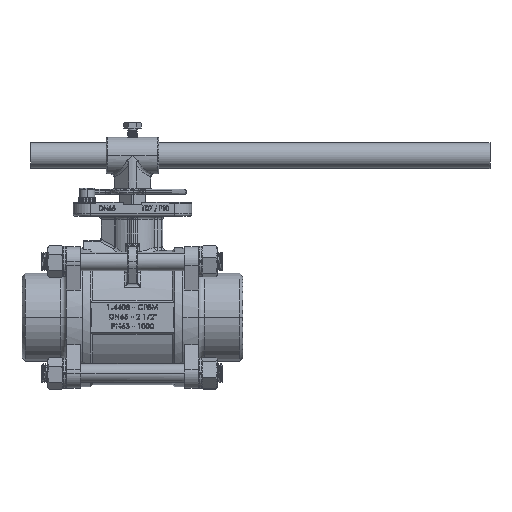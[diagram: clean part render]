
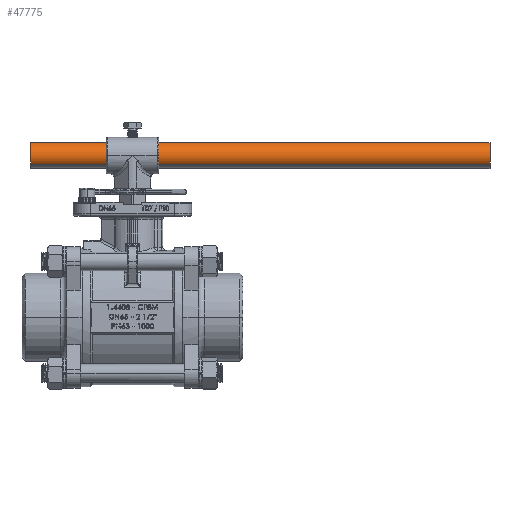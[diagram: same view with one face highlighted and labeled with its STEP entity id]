
A CAD part, top view. The second image highlights one B-rep face of the part: STEP entity #47775.
In plain terms, the highlighted cylindrical face has radius 11.1 mm (diameter 22.2 mm), a partial arc.
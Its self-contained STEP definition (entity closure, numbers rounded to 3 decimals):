
#271 = DIRECTION ( 'NONE',  ( 0., 0., -1. ) ) ;
#1306 = DIRECTION ( 'NONE',  ( -1., 0., 0. ) ) ;
#1347 = DIRECTION ( 'NONE',  ( 1., 0., 0. ) ) ;
#1713 = CARTESIAN_POINT ( 'NONE',  ( 0., 0., 197.5 ) ) ;
#3167 = LINE ( 'NONE', #9960, #46820 ) ;
#4816 = VERTEX_POINT ( 'NONE', #67783 ) ;
#4954 = EDGE_LOOP ( 'NONE', ( #9311, #33409, #53090, #39286 ) ) ;
#6429 = CARTESIAN_POINT ( 'NONE',  ( 11.1, 0., -197.5 ) ) ;
#7476 = DIRECTION ( 'NONE',  ( 1., 0., 0. ) ) ;
#9311 = ORIENTED_EDGE ( 'NONE', *, *, #27927, .F. ) ;
#9960 = CARTESIAN_POINT ( 'NONE',  ( -11.1, 0., 197.5 ) ) ;
#10353 = EDGE_CURVE ( 'NONE', #30007, #4816, #3167, .T. ) ;
#12570 = DIRECTION ( 'NONE',  ( 0., 0., -1. ) ) ;
#13665 = AXIS2_PLACEMENT_3D ( 'NONE', #69659, #35422, #1347 ) ;
#15219 = CIRCLE ( 'NONE', #17836, 11.1 ) ;
#17836 = AXIS2_PLACEMENT_3D ( 'NONE', #1713, #41564, #7476 ) ;
#19662 = EDGE_CURVE ( 'NONE', #49807, #4816, #57657, .T. ) ;
#21412 = DIRECTION ( 'NONE',  ( 0., 0., -1. ) ) ;
#25033 = VERTEX_POINT ( 'NONE', #57316 ) ;
#27927 = EDGE_CURVE ( 'NONE', #25033, #30007, #15219, .T. ) ;
#28874 = CARTESIAN_POINT ( 'NONE',  ( -11.1, 0., 197.5 ) ) ;
#30007 = VERTEX_POINT ( 'NONE', #28874 ) ;
#33373 = CYLINDRICAL_SURFACE ( 'NONE', #49291, 11.1 ) ;
#33409 = ORIENTED_EDGE ( 'NONE', *, *, #64767, .T. ) ;
#35378 = CARTESIAN_POINT ( 'NONE',  ( 0., 0., 197.5 ) ) ;
#35422 = DIRECTION ( 'NONE',  ( 0., 0., 1. ) ) ;
#39286 = ORIENTED_EDGE ( 'NONE', *, *, #10353, .F. ) ;
#41564 = DIRECTION ( 'NONE',  ( 0., 0., 1. ) ) ;
#44133 = VECTOR ( 'NONE', #271, 1000. ) ;
#45928 = LINE ( 'NONE', #63067, #44133 ) ;
#46820 = VECTOR ( 'NONE', #21412, 1000. ) ;
#47775 = ADVANCED_FACE ( 'NONE', ( #63721 ), #33373, .T. ) ;
#49291 = AXIS2_PLACEMENT_3D ( 'NONE', #35378, #12570, #1306 ) ;
#49807 = VERTEX_POINT ( 'NONE', #6429 ) ;
#53090 = ORIENTED_EDGE ( 'NONE', *, *, #19662, .T. ) ;
#57316 = CARTESIAN_POINT ( 'NONE',  ( 11.1, 0., 197.5 ) ) ;
#57657 = CIRCLE ( 'NONE', #13665, 11.1 ) ;
#63067 = CARTESIAN_POINT ( 'NONE',  ( 11.1, 0., 197.5 ) ) ;
#63721 = FACE_OUTER_BOUND ( 'NONE', #4954, .T. ) ;
#64767 = EDGE_CURVE ( 'NONE', #25033, #49807, #45928, .T. ) ;
#67783 = CARTESIAN_POINT ( 'NONE',  ( -11.1, 0., -197.5 ) ) ;
#69659 = CARTESIAN_POINT ( 'NONE',  ( 0., 0., -197.5 ) ) ;
